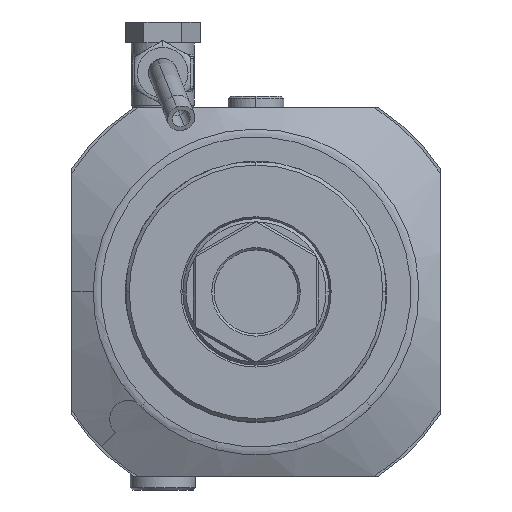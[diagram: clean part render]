
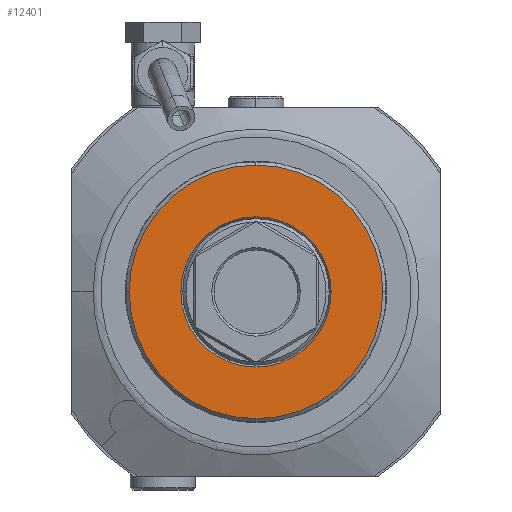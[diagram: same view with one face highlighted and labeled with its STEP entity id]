
A CAD part, left-side view. The second image highlights one B-rep face of the part: STEP entity #12401.
In plain terms, the highlighted planar face has unit normal (-1, 0, 0).
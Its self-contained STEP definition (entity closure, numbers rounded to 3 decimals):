
#3906=CARTESIAN_POINT('',(-24.,0.,0.));
#3907=DIRECTION('',(-1.,0.,0.));
#3908=DIRECTION('',(0.,1.,0.));
#3909=AXIS2_PLACEMENT_3D('',#3906,#3907,#3908);
#3911=CARTESIAN_POINT('',(-24.,0.,0.));
#3912=DIRECTION('',(-1.,0.,0.));
#3913=DIRECTION('',(0.,-1.,0.));
#3914=AXIS2_PLACEMENT_3D('',#3911,#3912,#3913);
#3916=CARTESIAN_POINT('',(-24.,0.,0.));
#3917=DIRECTION('',(1.,0.,0.));
#3918=DIRECTION('',(0.,1.,0.));
#3919=AXIS2_PLACEMENT_3D('',#3916,#3917,#3918);
#3921=CARTESIAN_POINT('',(-24.,0.,0.));
#3922=DIRECTION('',(1.,0.,0.));
#3923=DIRECTION('',(0.,-1.,0.));
#3924=AXIS2_PLACEMENT_3D('',#3921,#3922,#3923);
#8163=CARTESIAN_POINT('',(-24.,16.116,0.));
#8164=CARTESIAN_POINT('',(-24.,-16.116,0.));
#8165=VERTEX_POINT('',#8163);
#8166=VERTEX_POINT('',#8164);
#8167=CARTESIAN_POINT('',(-24.,27.2,0.));
#8168=CARTESIAN_POINT('',(-24.,-27.2,0.));
#8169=VERTEX_POINT('',#8167);
#8170=VERTEX_POINT('',#8168);
#12386=CARTESIAN_POINT('',(-24.,0.,0.));
#12387=DIRECTION('',(-1.,0.,0.));
#12388=DIRECTION('',(0.,1.,0.));
#12389=AXIS2_PLACEMENT_3D('',#12386,#12387,#12388);
#12390=PLANE('',#12389);
#12391=ORIENTED_EDGE('',*,*,#12364,.F.);
#12392=ORIENTED_EDGE('',*,*,#12379,.F.);
#12393=EDGE_LOOP('',(#12391,#12392));
#12394=FACE_OUTER_BOUND('',#12393,.F.);
#12396=ORIENTED_EDGE('',*,*,#12395,.F.);
#12398=ORIENTED_EDGE('',*,*,#12397,.F.);
#12399=EDGE_LOOP('',(#12396,#12398));
#12400=FACE_BOUND('',#12399,.F.);
#3910=CIRCLE('',#3909,27.2);
#3915=CIRCLE('',#3914,27.2);
#3920=CIRCLE('',#3919,16.116);
#3925=CIRCLE('',#3924,16.116);
#12364=EDGE_CURVE('',#8169,#8170,#3910,.T.);
#12379=EDGE_CURVE('',#8170,#8169,#3915,.T.);
#12395=EDGE_CURVE('',#8165,#8166,#3920,.T.);
#12397=EDGE_CURVE('',#8166,#8165,#3925,.T.);
#12401=ADVANCED_FACE('',(#12394,#12400),#12390,.T.);
